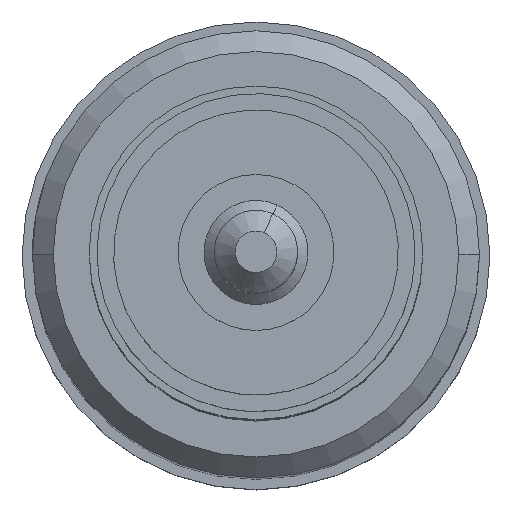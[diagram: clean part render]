
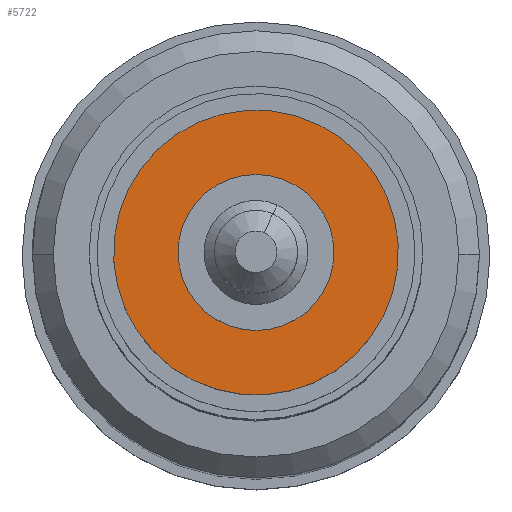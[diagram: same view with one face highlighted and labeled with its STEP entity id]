
A CAD part, top view. The second image highlights one B-rep face of the part: STEP entity #5722.
In plain terms, the highlighted planar face has unit normal (0, 0, 1).
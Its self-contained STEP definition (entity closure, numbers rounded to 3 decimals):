
#142 = CARTESIAN_POINT ( 'NONE',  ( 0., 0., 19.6 ) ) ;
#143 = DIRECTION ( 'NONE',  ( 0., 0., 1. ) ) ;
#144 = DIRECTION ( 'NONE',  ( 0.998, 0.066, 0. ) ) ;
#2332 = CARTESIAN_POINT ( 'NONE',  ( -0.09, 1.367, 19.6 ) ) ;
#2333 = PLANE ( 'NONE',  #6303 ) ;
#2338 = DIRECTION ( 'NONE',  ( 0., 0., -1. ) ) ;
#2339 = DIRECTION ( 'NONE',  ( -0.998, -0.066, 0. ) ) ;
#2516 = AXIS2_PLACEMENT_3D ( 'NONE', #2837, #2838, #2839 ) ;
#2518 = AXIS2_PLACEMENT_3D ( 'NONE', #2844, #2845, #2846 ) ;
#2520 = AXIS2_PLACEMENT_3D ( 'NONE', #2853, #2854, #2855 ) ;
#2543 = AXIS2_PLACEMENT_3D ( 'NONE', #142, #143, #144 ) ;
#2837 = CARTESIAN_POINT ( 'NONE',  ( 0., 0., 19.6 ) ) ;
#2838 = DIRECTION ( 'NONE',  ( 0., 0., 1. ) ) ;
#2839 = DIRECTION ( 'NONE',  ( 0.998, 0.066, 0. ) ) ;
#2844 = CARTESIAN_POINT ( 'NONE',  ( 0., 0., 19.6 ) ) ;
#2845 = DIRECTION ( 'NONE',  ( 0., 0., -1. ) ) ;
#2846 = DIRECTION ( 'NONE',  ( -1., 0., 0. ) ) ;
#2853 = CARTESIAN_POINT ( 'NONE',  ( 0., 0., 19.6 ) ) ;
#2854 = DIRECTION ( 'NONE',  ( 0., 0., -1. ) ) ;
#2855 = DIRECTION ( 'NONE',  ( -1., 0., 0. ) ) ;
#3253 = FACE_OUTER_BOUND ( 'NONE', #5916, .T. ) ;
#3257 = FACE_BOUND ( 'NONE', #5851, .T. ) ;
#3740 = CIRCLE ( 'NONE', #2516, 1.37 ) ;
#3742 = CIRCLE ( 'NONE', #2518, 0.75 ) ;
#3745 = CIRCLE ( 'NONE', #2520, 0.75 ) ;
#3843 = CIRCLE ( 'NONE', #2543, 1.37 ) ;
#4665 = VERTEX_POINT ( 'NONE', #9284 ) ;
#4730 = VERTEX_POINT ( 'NONE', #7347 ) ;
#4775 = VERTEX_POINT ( 'NONE', #7114 ) ;
#4832 = VERTEX_POINT ( 'NONE', #7395 ) ;
#5722 = ADVANCED_FACE ( 'NONE', ( #3253, #3257 ), #2333, .F. ) ;
#5851 = EDGE_LOOP ( 'NONE', ( #7947, #7948 ) ) ;
#5916 = EDGE_LOOP ( 'NONE', ( #7945, #7946 ) ) ;
#6303 = AXIS2_PLACEMENT_3D ( 'NONE', #2332, #2338, #2339 ) ;
#7114 = CARTESIAN_POINT ( 'NONE',  ( -0.705, -0.256, 19.6 ) ) ;
#7347 = CARTESIAN_POINT ( 'NONE',  ( 1.367, 0.09, 19.6 ) ) ;
#7395 = CARTESIAN_POINT ( 'NONE',  ( 0.705, 0.256, 19.6 ) ) ;
#7945 = ORIENTED_EDGE ( 'NONE', *, *, #9121, .T. ) ;
#7946 = ORIENTED_EDGE ( 'NONE', *, *, #9019, .T. ) ;
#7947 = ORIENTED_EDGE ( 'NONE', *, *, #9021, .T. ) ;
#7948 = ORIENTED_EDGE ( 'NONE', *, *, #9025, .T. ) ;
#9019 = EDGE_CURVE ( 'NONE', #4665, #4730, #3740, .T. ) ;
#9021 = EDGE_CURVE ( 'NONE', #4775, #4832, #3742, .T. ) ;
#9025 = EDGE_CURVE ( 'NONE', #4832, #4775, #3745, .T. ) ;
#9121 = EDGE_CURVE ( 'NONE', #4730, #4665, #3843, .T. ) ;
#9284 = CARTESIAN_POINT ( 'NONE',  ( -1.367, -0.09, 19.6 ) ) ;
